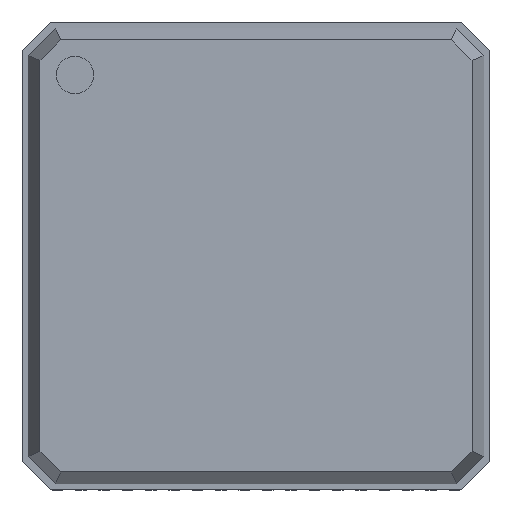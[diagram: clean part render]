
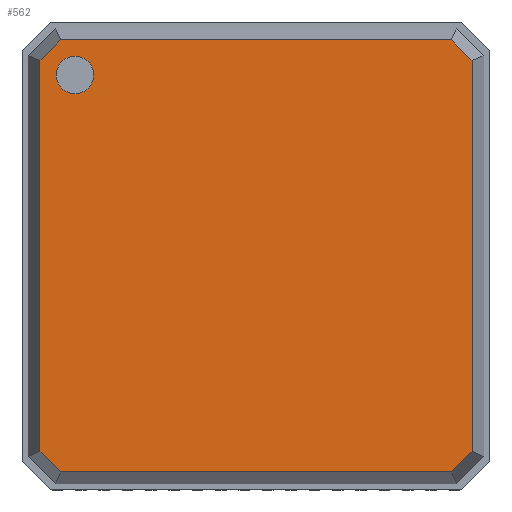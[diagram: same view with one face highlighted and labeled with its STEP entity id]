
A CAD part, top view. The second image highlights one B-rep face of the part: STEP entity #562.
In plain terms, the highlighted planar face has unit normal (0, 0, 1).
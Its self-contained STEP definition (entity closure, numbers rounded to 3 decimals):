
#384 = VERTEX_POINT('',#385);
#385 = CARTESIAN_POINT('',(-4.186,4.625,0.85));
#390 = EDGE_CURVE('',#391,#384,#393,.T.);
#391 = VERTEX_POINT('',#392);
#392 = CARTESIAN_POINT('',(-4.625,4.186,0.85));
#393 = LINE('',#394,#395);
#394 = CARTESIAN_POINT('',(-4.625,4.186,0.85));
#395 = VECTOR('',#396,1.);
#396 = DIRECTION('',(0.707,0.707,0.));
#413 = VERTEX_POINT('',#414);
#414 = CARTESIAN_POINT('',(4.186,4.625,0.85));
#419 = EDGE_CURVE('',#384,#413,#420,.T.);
#420 = LINE('',#421,#422);
#421 = CARTESIAN_POINT('',(-4.186,4.625,0.85));
#422 = VECTOR('',#423,1.);
#423 = DIRECTION('',(1.,0.,0.));
#436 = VERTEX_POINT('',#437);
#437 = CARTESIAN_POINT('',(4.625,4.186,0.85));
#442 = EDGE_CURVE('',#413,#436,#443,.T.);
#443 = LINE('',#444,#445);
#444 = CARTESIAN_POINT('',(4.186,4.625,0.85));
#445 = VECTOR('',#446,1.);
#446 = DIRECTION('',(0.707,-0.707,0.));
#459 = VERTEX_POINT('',#460);
#460 = CARTESIAN_POINT('',(4.625,-4.186,0.85));
#465 = EDGE_CURVE('',#436,#459,#466,.T.);
#466 = LINE('',#467,#468);
#467 = CARTESIAN_POINT('',(4.625,4.186,0.85));
#468 = VECTOR('',#469,1.);
#469 = DIRECTION('',(0.,-1.,0.));
#482 = VERTEX_POINT('',#483);
#483 = CARTESIAN_POINT('',(4.186,-4.625,0.85));
#488 = EDGE_CURVE('',#459,#482,#489,.T.);
#489 = LINE('',#490,#491);
#490 = CARTESIAN_POINT('',(4.625,-4.186,0.85));
#491 = VECTOR('',#492,1.);
#492 = DIRECTION('',(-0.707,-0.707,0.));
#505 = VERTEX_POINT('',#506);
#506 = CARTESIAN_POINT('',(-4.186,-4.625,0.85));
#511 = EDGE_CURVE('',#482,#505,#512,.T.);
#512 = LINE('',#513,#514);
#513 = CARTESIAN_POINT('',(4.186,-4.625,0.85));
#514 = VECTOR('',#515,1.);
#515 = DIRECTION('',(-1.,0.,0.));
#528 = VERTEX_POINT('',#529);
#529 = CARTESIAN_POINT('',(-4.625,-4.186,0.85));
#534 = EDGE_CURVE('',#505,#528,#535,.T.);
#535 = LINE('',#536,#537);
#536 = CARTESIAN_POINT('',(-4.186,-4.625,0.85));
#537 = VECTOR('',#538,1.);
#538 = DIRECTION('',(-0.707,0.707,0.));
#551 = EDGE_CURVE('',#528,#391,#552,.T.);
#552 = LINE('',#553,#554);
#553 = CARTESIAN_POINT('',(-4.625,-4.186,0.85));
#554 = VECTOR('',#555,1.);
#555 = DIRECTION('',(0.,1.,0.));
#562 = ADVANCED_FACE('',(#563,#573),#584,.F.);
#563 = FACE_BOUND('',#564,.F.);
#564 = EDGE_LOOP('',(#565,#566,#567,#568,#569,#570,#571,#572));
#565 = ORIENTED_EDGE('',*,*,#390,.T.);
#566 = ORIENTED_EDGE('',*,*,#419,.T.);
#567 = ORIENTED_EDGE('',*,*,#442,.T.);
#568 = ORIENTED_EDGE('',*,*,#465,.T.);
#569 = ORIENTED_EDGE('',*,*,#488,.T.);
#570 = ORIENTED_EDGE('',*,*,#511,.T.);
#571 = ORIENTED_EDGE('',*,*,#534,.T.);
#572 = ORIENTED_EDGE('',*,*,#551,.T.);
#573 = FACE_BOUND('',#574,.F.);
#574 = EDGE_LOOP('',(#575));
#575 = ORIENTED_EDGE('',*,*,#576,.T.);
#576 = EDGE_CURVE('',#577,#577,#579,.T.);
#577 = VERTEX_POINT('',#578);
#578 = CARTESIAN_POINT('',(-3.476,3.876,0.85));
#579 = CIRCLE('',#580,0.4);
#580 = AXIS2_PLACEMENT_3D('',#581,#582,#583);
#581 = CARTESIAN_POINT('',(-3.876,3.876,0.85));
#582 = DIRECTION('',(0.,0.,1.));
#583 = DIRECTION('',(1.,0.,0.));
#584 = PLANE('',#585);
#585 = AXIS2_PLACEMENT_3D('',#586,#587,#588);
#586 = CARTESIAN_POINT('',(0.,0.,0.85)
  );
#587 = DIRECTION('',(0.,0.,-1.));
#588 = DIRECTION('',(-1.,0.,0.));
